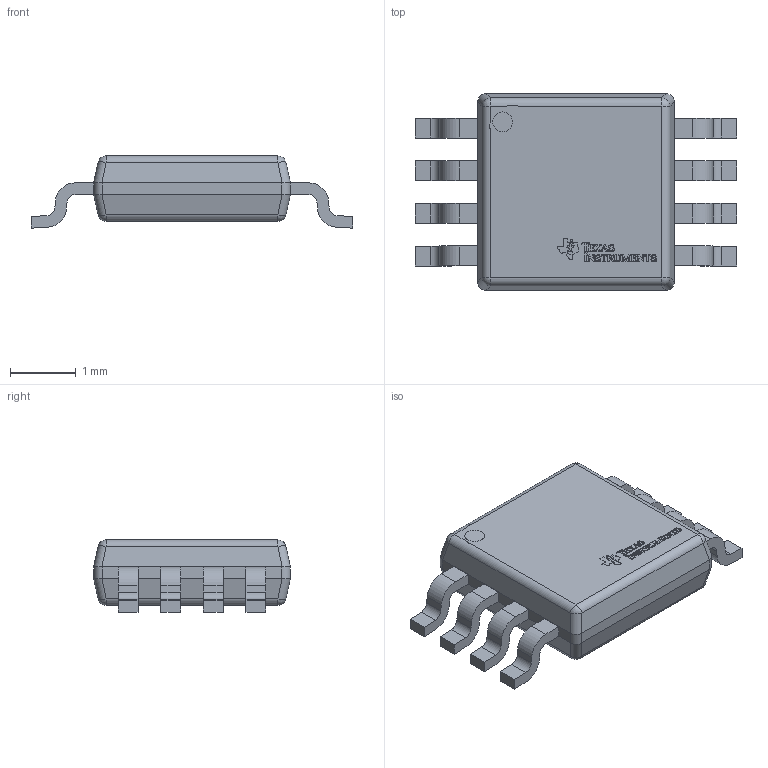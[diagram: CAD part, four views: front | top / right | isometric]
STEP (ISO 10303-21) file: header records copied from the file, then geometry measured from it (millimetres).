
FILE_DESCRIPTION(/* description */ (''),/* implementation_level */ '2;1');
FILE_NAME(/* name */ 'DGK0008A.stp',/* time_stamp */ '2019-11-13T20:29:58+02:00',/* author */ ('khaled'),/* organization */ (''),/* preprocessor_version */ 'ST-DEVELOPER v17.2',/* originating_system */ 'Autodesk Inventor 2019',/* authorisation */ '');
FILE_SCHEMA (('AUTOMOTIVE_DESIGN { 1 0 10303 214 3 1 1 }'));
Length unit declared in the file: inch
Products named in the file (5): DGK0008A; BODY_MUA08A; LEAD_MUA08A; Texas Instruments; circle
Assembly tree (11 placements, depth 2):
  DGK0008A
    BODY_MUA08A
    LEAD_MUA08A  x8
    Texas Instruments
    circle
Bounding box: 4.9 x 3 x 1.1 mm (x, y, z)
Volume: 9 mm3; surface area: 37.9 mm2
Topology: 28 solids, 28 shells, 580 faces, 1548 edges, 1024 vertices
Faces by surface type: plane 351, bspline 166, cylinder 55, sphere 8
Full cylindrical faces by diameter (mm): 0.3 x1
Entity records: 16220 total; most frequent: CARTESIAN_POINT 4987, ORIENTED_EDGE 2592, DIRECTION 1671, EDGE_CURVE 1296, LINE 901, VECTOR 901, VERTEX_POINT 856, EDGE_LOOP 486
